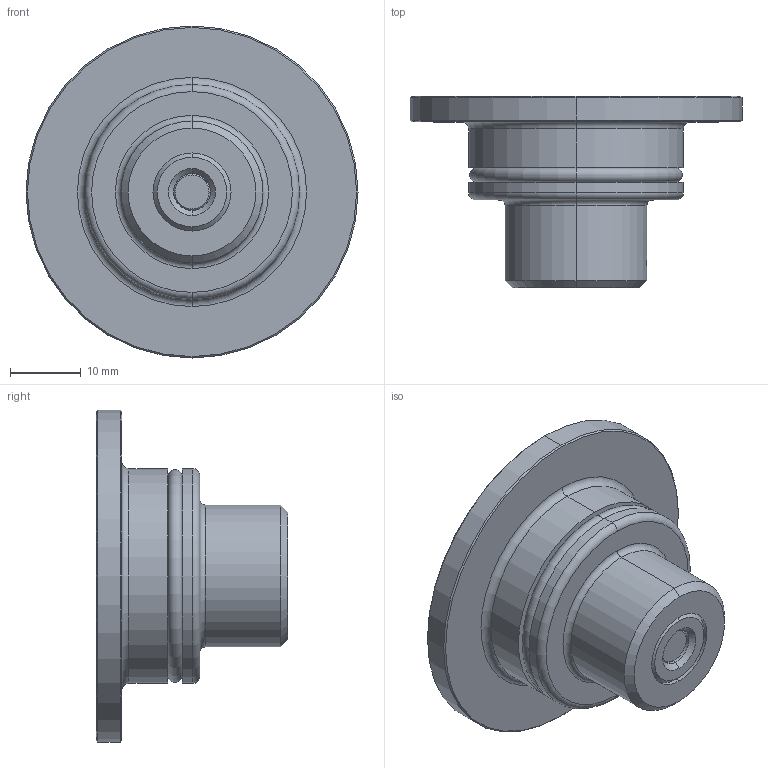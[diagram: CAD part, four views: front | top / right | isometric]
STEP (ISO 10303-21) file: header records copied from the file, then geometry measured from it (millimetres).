
FILE_DESCRIPTION (( 'STEP AP214' ), '1' );
FILE_NAME ('704 099 Verschlußstopfen für Speedy 2000 033-045.STEP', '2014-04-22T13:16:21', ( '' ), ( '' ), 'SwSTEP 2.0', 'SolidWorks 2013', '' );
FILE_SCHEMA (( 'AUTOMOTIVE_DESIGN' ));
Length unit declared in the file: millimetre
Products named in the file (1): 704 099 Verschlußstopfen für Speedy 2000 033-045
Bounding box: 46.8 x 27 x 46.8 mm (x, y, z)
Volume: 17652.9 mm3; surface area: 6294 mm2
Topology: 1 solids, 2 shells, 101 faces, 235 edges, 148 vertices
Faces by surface type: cylinder 36, plane 32, cone 17, torus 16
Entity records: 3695 total; most frequent: CARTESIAN_POINT 640, DIRECTION 526, ORIENTED_EDGE 470, EDGE_CURVE 235, AXIS2_PLACEMENT_3D 218, VERTEX_POINT 148, CIRCLE 116, EDGE_LOOP 111
